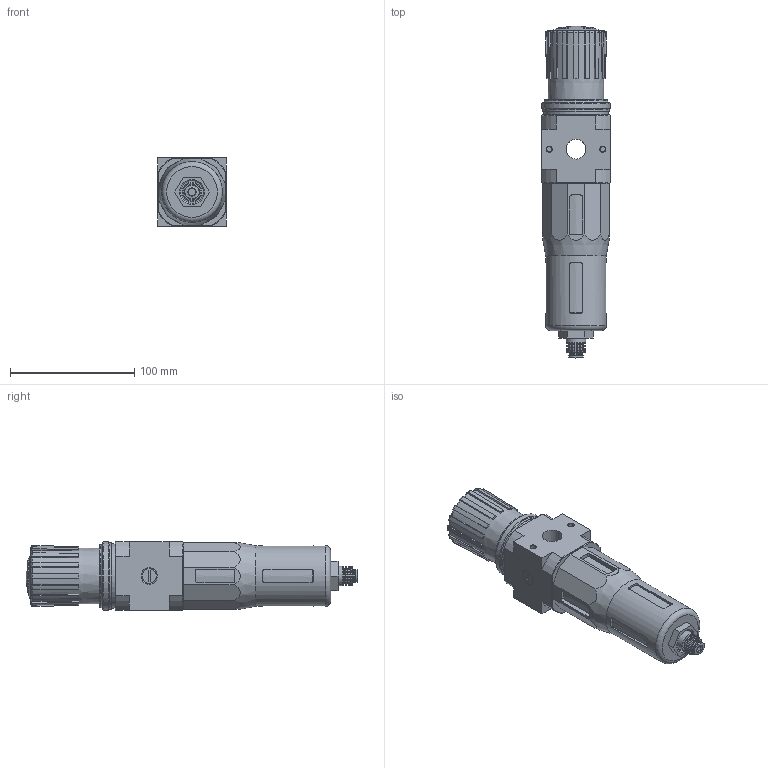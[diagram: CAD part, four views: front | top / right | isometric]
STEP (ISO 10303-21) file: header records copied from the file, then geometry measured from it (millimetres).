
FILE_DESCRIPTION(/* description */ ('STEP AP214'),/* implementation_level */ '2;1');
FILE_NAME(/* name */ '546462_LFR-D-5M-MIDI-A',/* time_stamp */ '2024-09-04T16:53:29+02:00',/* author */ ('License CC BY-ND 4.0'),/* organization */ ('CADENAS'),/* preprocessor_version */ 'ST-DEVELOPER v19.3',/* originating_system */ 'PARTsolutions',/* authorisation */ ' ');
FILE_SCHEMA (('AUTOMOTIVE_DESIGN {1 0 10303 214 3 1 1}'));
Length unit declared in the file: millimetre
Products named in the file (5): 546462 LFR-D-5M-MIDI-A---(0); 127311 LFR-D-5M-MIDI-A--(0); 398012 LRVS-D-MINI; 373846 LR-MIDI; 526489 MS4-LFR-V
Assembly tree (4 placements, depth 2):
  546462 LFR-D-5M-MIDI-A---(0)
    127311 LFR-D-5M-MIDI-A--(0)
    398012 LRVS-D-MINI
    373846 LR-MIDI
    526489 MS4-LFR-V
Bounding box: 55 x 266.72 x 55 mm (x, y, z)
Volume: 507865.3 mm3; surface area: 60097.4 mm2
Topology: 4 solids, 5 shells, 377 faces, 957 edges, 622 vertices
Faces by surface type: plane 187, cylinder 76, torus 58, cone 51, sphere 5
Full cylindrical faces by diameter (mm): 4.134 x4, 6 x1, 6.3 x1, 9.6 x1, 11 x1, 11.2 x1, 11.4 x1, 11.445 x2, 11.6 x1, 11.8 x1, 13.157 x1, 15.8 x1, 16 x1, 18 x1, 26.4 x1, 30.8 x1, 39 x1, 48.7 x1, 50.16 x1, 50.376 x1, 52 x1, 53.5 x1, 54.8 x1
Entity records: 13993 total; most frequent: CARTESIAN_POINT 2808, ORIENTED_EDGE 1752, DIRECTION 1732, EDGE_CURVE 876, AXIS2_PLACEMENT_3D 714, VERTEX_POINT 610, EDGE_LOOP 488, FACE_BOUND 488
